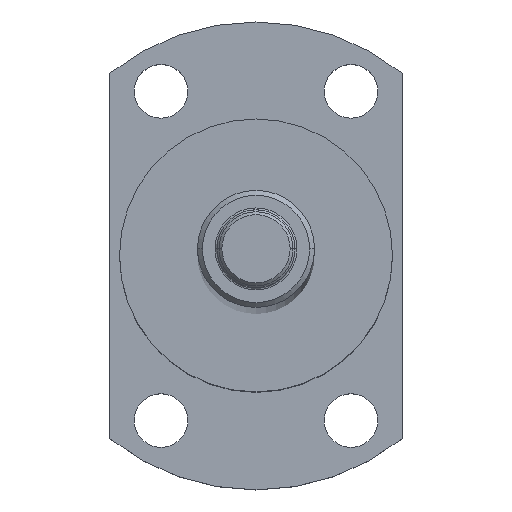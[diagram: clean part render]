
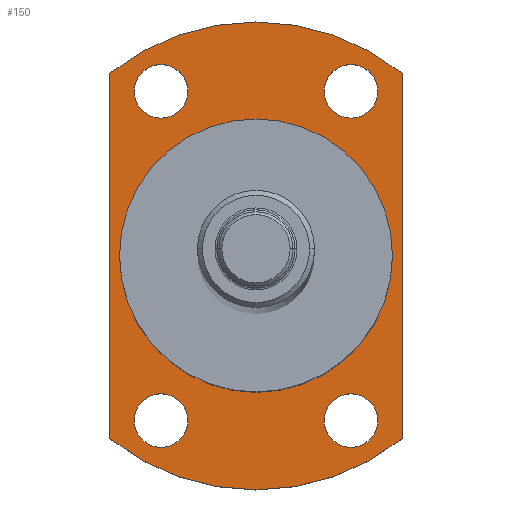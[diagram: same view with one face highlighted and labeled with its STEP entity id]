
A CAD part, top view. The second image highlights one B-rep face of the part: STEP entity #150.
In plain terms, the highlighted planar face has unit normal (0, 0, 1).
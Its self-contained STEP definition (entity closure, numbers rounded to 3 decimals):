
#15 = DIRECTION ( 'NONE',  ( 1., 0., 0. ) ) ;
#30 = DIRECTION ( 'NONE',  ( 1., 0., 0. ) ) ;
#64 = DIRECTION ( 'NONE',  ( 0., -1., 0. ) ) ;
#67 = CARTESIAN_POINT ( 'NONE',  ( -9.75, 16.887, 0. ) ) ;
#74 = AXIS2_PLACEMENT_3D ( 'NONE', #1419, #978, #1332 ) ;
#75 = EDGE_CURVE ( 'NONE', #1504, #125, #418, .T. ) ;
#78 = CARTESIAN_POINT ( 'NONE',  ( -15., 0., 0. ) ) ;
#84 = VERTEX_POINT ( 'NONE', #712 ) ;
#88 = ORIENTED_EDGE ( 'NONE', *, *, #780, .T. ) ;
#95 = FACE_BOUND ( 'NONE', #1045, .T. ) ;
#101 = EDGE_LOOP ( 'NONE', ( #235, #668 ) ) ;
#111 = ORIENTED_EDGE ( 'NONE', *, *, #1475, .T. ) ;
#112 = FACE_BOUND ( 'NONE', #1315, .T. ) ;
#125 = VERTEX_POINT ( 'NONE', #1425 ) ;
#129 = AXIS2_PLACEMENT_3D ( 'NONE', #147, #871, #30 ) ;
#146 = VERTEX_POINT ( 'NONE', #1298 ) ;
#147 = CARTESIAN_POINT ( 'NONE',  ( 0., 0., 0. ) ) ;
#150 = ADVANCED_FACE ( 'NONE', ( #95, #1403, #112, #339, #816, #228 ), #589, .T. ) ;
#156 = AXIS2_PLACEMENT_3D ( 'NONE', #379, #733, #15 ) ;
#162 = LINE ( 'NONE', #389, #1418 ) ;
#166 = EDGE_CURVE ( 'NONE', #546, #1166, #162, .T. ) ;
#177 = CIRCLE ( 'NONE', #1255, 2.75 ) ;
#185 = EDGE_CURVE ( 'NONE', #822, #350, #300, .T. ) ;
#199 = VERTEX_POINT ( 'NONE', #638 ) ;
#207 = EDGE_CURVE ( 'NONE', #546, #1280, #502, .T. ) ;
#227 = EDGE_CURVE ( 'NONE', #84, #146, #1110, .T. ) ;
#228 = FACE_BOUND ( 'NONE', #1042, .T. ) ;
#235 = ORIENTED_EDGE ( 'NONE', *, *, #1309, .F. ) ;
#300 = CIRCLE ( 'NONE', #1060, 14. ) ;
#313 = EDGE_CURVE ( 'NONE', #1280, #1494, #661, .T. ) ;
#319 = DIRECTION ( 'NONE',  ( 1., 0., 0. ) ) ;
#339 = FACE_OUTER_BOUND ( 'NONE', #1056, .T. ) ;
#342 = CARTESIAN_POINT ( 'NONE',  ( 0., 0., 0. ) ) ;
#350 = VERTEX_POINT ( 'NONE', #1495 ) ;
#351 = AXIS2_PLACEMENT_3D ( 'NONE', #1103, #618, #1213 ) ;
#360 = ORIENTED_EDGE ( 'NONE', *, *, #585, .F. ) ;
#369 = EDGE_CURVE ( 'NONE', #905, #199, #376, .T. ) ;
#375 = DIRECTION ( 'NONE',  ( 1., 0., 0. ) ) ;
#376 = CIRCLE ( 'NONE', #1276, 2.75 ) ;
#377 = AXIS2_PLACEMENT_3D ( 'NONE', #484, #1002, #1019 ) ;
#379 = CARTESIAN_POINT ( 'NONE',  ( 0., 0., 0. ) ) ;
#384 = CARTESIAN_POINT ( 'NONE',  ( -15., -18.735, 0. ) ) ;
#389 = CARTESIAN_POINT ( 'NONE',  ( 15., 0., 0. ) ) ;
#418 = CIRCLE ( 'NONE', #1513, 2.75 ) ;
#428 = CIRCLE ( 'NONE', #156, 24. ) ;
#442 = ORIENTED_EDGE ( 'NONE', *, *, #1077, .T. ) ;
#464 = CARTESIAN_POINT ( 'NONE',  ( -9.75, 16.887, 0. ) ) ;
#470 = DIRECTION ( 'NONE',  ( 0., 0., 1. ) ) ;
#480 = CIRCLE ( 'NONE', #830, 14. ) ;
#484 = CARTESIAN_POINT ( 'NONE',  ( 9.75, 16.887, 0. ) ) ;
#494 = ORIENTED_EDGE ( 'NONE', *, *, #313, .T. ) ;
#502 = CIRCLE ( 'NONE', #129, 24. ) ;
#517 = CARTESIAN_POINT ( 'NONE',  ( 0., 0., 0. ) ) ;
#546 = VERTEX_POINT ( 'NONE', #1535 ) ;
#580 = CARTESIAN_POINT ( 'NONE',  ( 9.75, -16.887, 0. ) ) ;
#582 = CIRCLE ( 'NONE', #1520, 2.75 ) ;
#585 = EDGE_CURVE ( 'NONE', #146, #84, #1033, .T. ) ;
#589 = PLANE ( 'NONE',  #982 ) ;
#618 = DIRECTION ( 'NONE',  ( 0., 0., 1. ) ) ;
#619 = CARTESIAN_POINT ( 'NONE',  ( -12.5, 16.887, 0. ) ) ;
#638 = CARTESIAN_POINT ( 'NONE',  ( 7., 16.887, 0. ) ) ;
#661 = LINE ( 'NONE', #78, #1130 ) ;
#668 = ORIENTED_EDGE ( 'NONE', *, *, #75, .F. ) ;
#679 = ORIENTED_EDGE ( 'NONE', *, *, #882, .F. ) ;
#699 = CARTESIAN_POINT ( 'NONE',  ( -7., -16.887, 0. ) ) ;
#702 = AXIS2_PLACEMENT_3D ( 'NONE', #580, #1055, #1514 ) ;
#708 = DIRECTION ( 'NONE',  ( 0., 0., 1. ) ) ;
#712 = CARTESIAN_POINT ( 'NONE',  ( 12.5, -16.887, 0. ) ) ;
#721 = CARTESIAN_POINT ( 'NONE',  ( -9.75, -16.887, 0. ) ) ;
#733 = DIRECTION ( 'NONE',  ( 0., 0., 1. ) ) ;
#744 = DIRECTION ( 'NONE',  ( 0., 0., -1. ) ) ;
#747 = ORIENTED_EDGE ( 'NONE', *, *, #227, .F. ) ;
#757 = DIRECTION ( 'NONE',  ( 0., -1., 0. ) ) ;
#762 = CARTESIAN_POINT ( 'NONE',  ( 14., 0., 0. ) ) ;
#772 = VERTEX_POINT ( 'NONE', #995 ) ;
#780 = EDGE_CURVE ( 'NONE', #199, #905, #1228, .T. ) ;
#794 = CARTESIAN_POINT ( 'NONE',  ( 12.5, 16.887, 0. ) ) ;
#816 = FACE_BOUND ( 'NONE', #935, .T. ) ;
#822 = VERTEX_POINT ( 'NONE', #762 ) ;
#830 = AXIS2_PLACEMENT_3D ( 'NONE', #342, #947, #1522 ) ;
#871 = DIRECTION ( 'NONE',  ( 0., 0., 1. ) ) ;
#882 = EDGE_CURVE ( 'NONE', #350, #822, #480, .T. ) ;
#892 = CARTESIAN_POINT ( 'NONE',  ( -15., 18.735, 0. ) ) ;
#905 = VERTEX_POINT ( 'NONE', #794 ) ;
#910 = VERTEX_POINT ( 'NONE', #699 ) ;
#935 = EDGE_LOOP ( 'NONE', ( #747, #360 ) ) ;
#947 = DIRECTION ( 'NONE',  ( 0., 0., 1. ) ) ;
#956 = DIRECTION ( 'NONE',  ( 1., 0., 0. ) ) ;
#978 = DIRECTION ( 'NONE',  ( 0., 0., -1. ) ) ;
#982 = AXIS2_PLACEMENT_3D ( 'NONE', #1074, #470, #956 ) ;
#995 = CARTESIAN_POINT ( 'NONE',  ( -12.5, -16.887, 0. ) ) ;
#1002 = DIRECTION ( 'NONE',  ( 0., 0., -1. ) ) ;
#1019 = DIRECTION ( 'NONE',  ( 1., 0., 0. ) ) ;
#1033 = CIRCLE ( 'NONE', #702, 2.75 ) ;
#1039 = DIRECTION ( 'NONE',  ( 0., 0., -1. ) ) ;
#1042 = EDGE_LOOP ( 'NONE', ( #442, #111 ) ) ;
#1045 = EDGE_LOOP ( 'NONE', ( #1382, #88 ) ) ;
#1055 = DIRECTION ( 'NONE',  ( 0., 0., 1. ) ) ;
#1056 = EDGE_LOOP ( 'NONE', ( #1501, #1080, #494, #1408 ) ) ;
#1060 = AXIS2_PLACEMENT_3D ( 'NONE', #517, #1237, #375 ) ;
#1074 = CARTESIAN_POINT ( 'NONE',  ( 0., 0., 0. ) ) ;
#1077 = EDGE_CURVE ( 'NONE', #910, #772, #582, .T. ) ;
#1080 = ORIENTED_EDGE ( 'NONE', *, *, #207, .T. ) ;
#1091 = DIRECTION ( 'NONE',  ( 0., 0., 1. ) ) ;
#1098 = EDGE_CURVE ( 'NONE', #1494, #1166, #428, .T. ) ;
#1103 = CARTESIAN_POINT ( 'NONE',  ( 9.75, -16.887, 0. ) ) ;
#1110 = CIRCLE ( 'NONE', #351, 2.75 ) ;
#1130 = VECTOR ( 'NONE', #64, 1000. ) ;
#1166 = VERTEX_POINT ( 'NONE', #1421 ) ;
#1213 = DIRECTION ( 'NONE',  ( 1., 0., 0. ) ) ;
#1222 = DIRECTION ( 'NONE',  ( 1., 0., 0. ) ) ;
#1228 = CIRCLE ( 'NONE', #377, 2.75 ) ;
#1237 = DIRECTION ( 'NONE',  ( 0., 0., 1. ) ) ;
#1242 = CARTESIAN_POINT ( 'NONE',  ( 9.75, 16.887, 0. ) ) ;
#1255 = AXIS2_PLACEMENT_3D ( 'NONE', #67, #708, #1404 ) ;
#1276 = AXIS2_PLACEMENT_3D ( 'NONE', #1242, #1039, #319 ) ;
#1280 = VERTEX_POINT ( 'NONE', #892 ) ;
#1298 = CARTESIAN_POINT ( 'NONE',  ( 7., -16.887, 0. ) ) ;
#1309 = EDGE_CURVE ( 'NONE', #125, #1504, #177, .T. ) ;
#1315 = EDGE_LOOP ( 'NONE', ( #1321, #679 ) ) ;
#1321 = ORIENTED_EDGE ( 'NONE', *, *, #185, .F. ) ;
#1323 = CIRCLE ( 'NONE', #74, 2.75 ) ;
#1332 = DIRECTION ( 'NONE',  ( 1., 0., 0. ) ) ;
#1382 = ORIENTED_EDGE ( 'NONE', *, *, #369, .T. ) ;
#1403 = FACE_BOUND ( 'NONE', #101, .T. ) ;
#1404 = DIRECTION ( 'NONE',  ( 1., 0., 0. ) ) ;
#1408 = ORIENTED_EDGE ( 'NONE', *, *, #1098, .T. ) ;
#1418 = VECTOR ( 'NONE', #757, 1000. ) ;
#1419 = CARTESIAN_POINT ( 'NONE',  ( -9.75, -16.887, 0. ) ) ;
#1421 = CARTESIAN_POINT ( 'NONE',  ( 15., -18.735, 0. ) ) ;
#1425 = CARTESIAN_POINT ( 'NONE',  ( -7., 16.887, 0. ) ) ;
#1475 = EDGE_CURVE ( 'NONE', #772, #910, #1323, .T. ) ;
#1494 = VERTEX_POINT ( 'NONE', #384 ) ;
#1495 = CARTESIAN_POINT ( 'NONE',  ( -14., 0., 0. ) ) ;
#1501 = ORIENTED_EDGE ( 'NONE', *, *, #166, .F. ) ;
#1504 = VERTEX_POINT ( 'NONE', #619 ) ;
#1513 = AXIS2_PLACEMENT_3D ( 'NONE', #464, #1091, #1531 ) ;
#1514 = DIRECTION ( 'NONE',  ( 1., 0., 0. ) ) ;
#1520 = AXIS2_PLACEMENT_3D ( 'NONE', #721, #744, #1222 ) ;
#1522 = DIRECTION ( 'NONE',  ( 1., 0., 0. ) ) ;
#1531 = DIRECTION ( 'NONE',  ( 1., 0., 0. ) ) ;
#1535 = CARTESIAN_POINT ( 'NONE',  ( 15., 18.735, 0. ) ) ;
